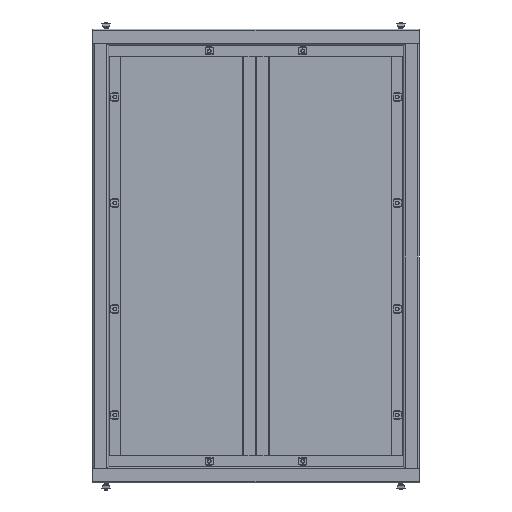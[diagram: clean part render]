
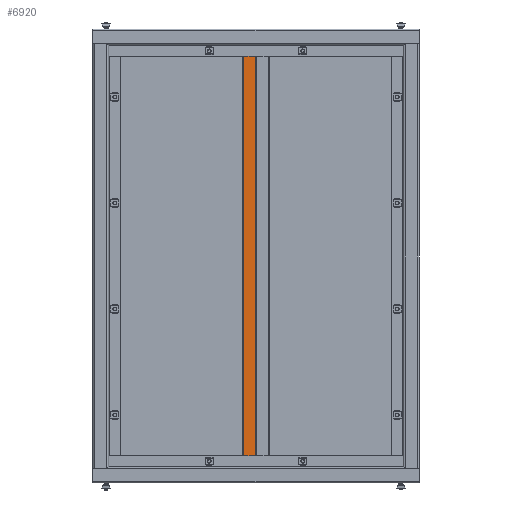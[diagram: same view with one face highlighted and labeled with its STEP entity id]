
A CAD part, front view. The second image highlights one B-rep face of the part: STEP entity #6920.
In plain terms, the highlighted planar face has unit normal (0, -1, 0).
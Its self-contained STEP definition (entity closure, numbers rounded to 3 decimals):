
#24 = CARTESIAN_POINT ( 'NONE',  ( -10., -10., -320. ) ) ;
#416 = PLANE ( 'NONE',  #2713 ) ;
#829 = VECTOR ( 'NONE', #5944, 1000. ) ;
#953 = LINE ( 'NONE', #4430, #6681 ) ;
#1093 = FACE_OUTER_BOUND ( 'NONE', #8634, .T. ) ;
#1130 = VECTOR ( 'NONE', #6487, 1000. ) ;
#1253 = VERTEX_POINT ( 'NONE', #6499 ) ;
#1761 = DIRECTION ( 'NONE',  ( 1., 0., 0. ) ) ;
#1811 = CARTESIAN_POINT ( 'NONE',  ( -10., -10., 320. ) ) ;
#2713 = AXIS2_PLACEMENT_3D ( 'NONE', #3032, #3799, #6451 ) ;
#2811 = CARTESIAN_POINT ( 'NONE',  ( 10., -10., 320. ) ) ;
#2909 = ORIENTED_EDGE ( 'NONE', *, *, #8469, .F. ) ;
#3032 = CARTESIAN_POINT ( 'NONE',  ( -10., -10., 320. ) ) ;
#3441 = VERTEX_POINT ( 'NONE', #8340 ) ;
#3683 = VECTOR ( 'NONE', #8202, 1000. ) ;
#3799 = DIRECTION ( 'NONE',  ( 0., 1., 0. ) ) ;
#4430 = CARTESIAN_POINT ( 'NONE',  ( -10., -10., 320. ) ) ;
#4435 = LINE ( 'NONE', #1811, #1130 ) ;
#5002 = VERTEX_POINT ( 'NONE', #8643 ) ;
#5327 = CARTESIAN_POINT ( 'NONE',  ( -10., -10., -320. ) ) ;
#5944 = DIRECTION ( 'NONE',  ( 1., 0., 0. ) ) ;
#6451 = DIRECTION ( 'NONE',  ( 0., 0., 1. ) ) ;
#6473 = EDGE_CURVE ( 'NONE', #3441, #1253, #6634, .T. ) ;
#6487 = DIRECTION ( 'NONE',  ( 0., 0., -1. ) ) ;
#6499 = CARTESIAN_POINT ( 'NONE',  ( 10., -10., -320. ) ) ;
#6634 = LINE ( 'NONE', #2811, #3683 ) ;
#6681 = VECTOR ( 'NONE', #1761, 1000. ) ;
#6920 = ADVANCED_FACE ( 'NONE', ( #1093 ), #416, .F. ) ;
#6989 = EDGE_CURVE ( 'NONE', #5002, #7036, #4435, .T. ) ;
#7000 = ORIENTED_EDGE ( 'NONE', *, *, #8214, .T. ) ;
#7036 = VERTEX_POINT ( 'NONE', #5327 ) ;
#7847 = ORIENTED_EDGE ( 'NONE', *, *, #6473, .F. ) ;
#8049 = LINE ( 'NONE', #24, #829 ) ;
#8202 = DIRECTION ( 'NONE',  ( 0., 0., -1. ) ) ;
#8214 = EDGE_CURVE ( 'NONE', #7036, #1253, #8049, .T. ) ;
#8262 = ORIENTED_EDGE ( 'NONE', *, *, #6989, .T. ) ;
#8340 = CARTESIAN_POINT ( 'NONE',  ( 10., -10., 320. ) ) ;
#8469 = EDGE_CURVE ( 'NONE', #5002, #3441, #953, .T. ) ;
#8634 = EDGE_LOOP ( 'NONE', ( #7000, #7847, #2909, #8262 ) ) ;
#8643 = CARTESIAN_POINT ( 'NONE',  ( -10., -10., 320. ) ) ;
